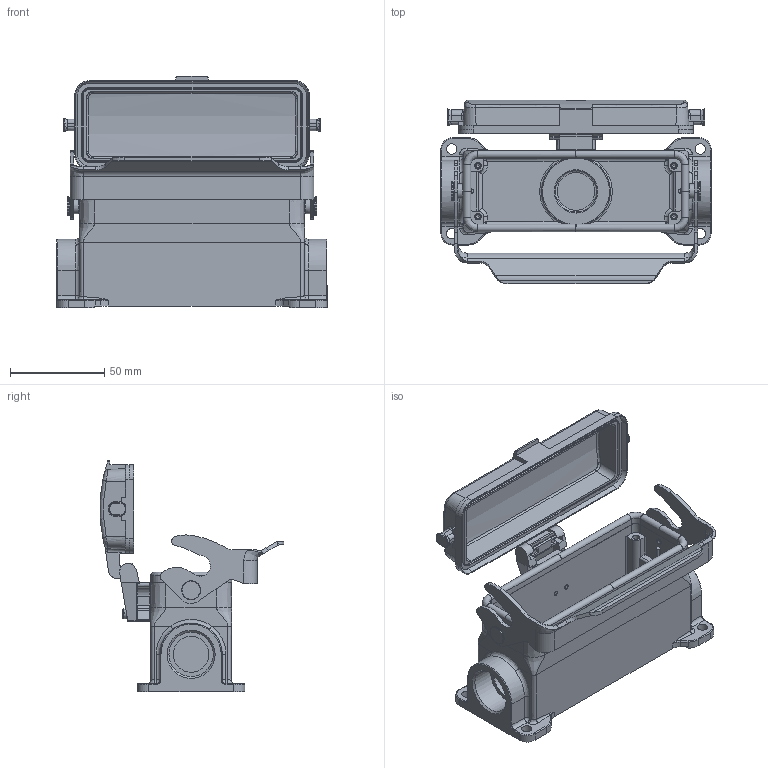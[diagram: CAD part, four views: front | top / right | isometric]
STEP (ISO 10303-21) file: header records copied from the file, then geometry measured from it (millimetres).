
FILE_DESCRIPTION(/* description */ (''),/* implementation_level */ '2;1');
FILE_NAME(/* name */ 'C146_10N024_806_1.stp',/* time_stamp */ '2016-06-22T13:49:14+02:00',/* author */ (''),/* organization */ (''),/* preprocessor_version */ 'ST-DEVELOPER v15',/* originating_system */ 'SIEMENS PLM Software NX 9.0',/* authorisation */ '');
FILE_SCHEMA (('CONFIG_CONTROL_DESIGN'));
Length unit declared in the file: millimetre
Products named in the file (1): c3d-c146 10n024 806 1nxm001-01
Bounding box: 143.5 x 97.65 x 123.15 mm (x, y, z)
Volume: 150990.2 mm3; surface area: 95194.3 mm2
Topology: 5 solids, 7 shells, 899 faces, 2306 edges, 1407 vertices
Faces by surface type: plane 380, cylinder 265, bspline 209, cone 23, torus 10, sphere 5, revolution 4, extrusion 3
Full cylindrical faces by diameter (mm): 2.51 x4, 2.6 x2, 2.9 x2, 3 x2, 3.2 x2, 3.5 x4, 4 x3, 5.5 x6, 8 x4, 10 x2, 16.5 x1, 19 x1, 22 x1, 23.5 x1, 23.539 x1
Entity records: 31630 total; most frequent: CARTESIAN_POINT 11444, ORIENTED_EDGE 4356, DIRECTION 3908, EDGE_CURVE 2178, AXIS2_PLACEMENT_3D 1409, VERTEX_POINT 1383, VECTOR 1086, LINE 1083
